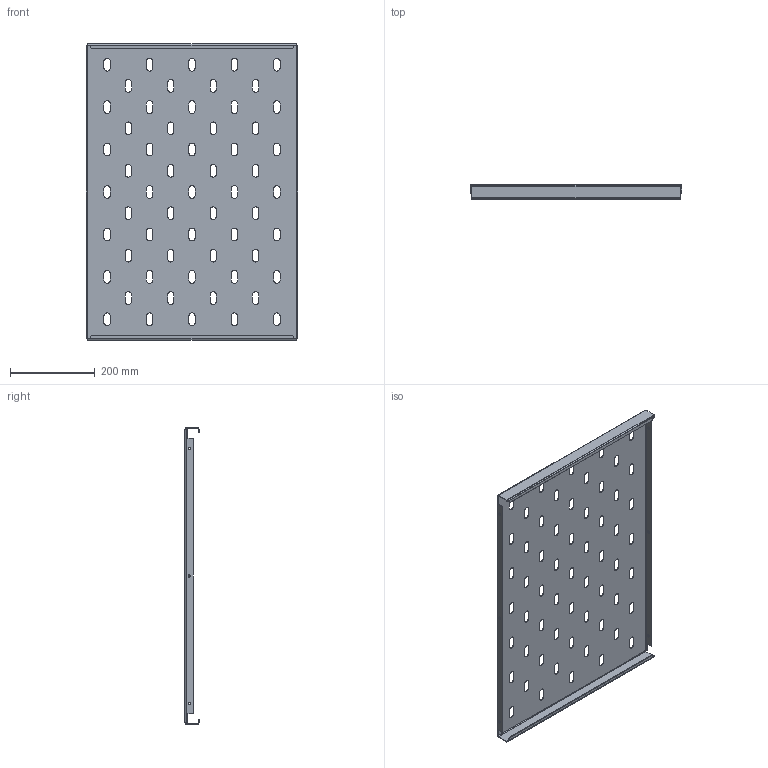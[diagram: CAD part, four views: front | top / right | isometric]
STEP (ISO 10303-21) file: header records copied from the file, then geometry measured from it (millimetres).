
FILE_DESCRIPTION (( 'STEP AP214' ), '1' );
FILE_NAME ('945.168.STEP', '2024-10-04T07:24:14', ( '' ), ( '' ), 'SwSTEP 2.0', 'SolidWorks 2021', '' );
FILE_SCHEMA (( 'AUTOMOTIVE_DESIGN' ));
Length unit declared in the file: millimetre
Products named in the file (1): 945.168
Bounding box: 498 x 33 x 698 mm (x, y, z)
Volume: 576024.6 mm3; surface area: 778904.4 mm2
Topology: 1 solids, 1 shells, 393 faces, 1133 edges, 742 vertices
Faces by surface type: cylinder 225, plane 168
Entity records: 13343 total; most frequent: DIRECTION 2363, CARTESIAN_POINT 2317, ORIENTED_EDGE 2266, EDGE_CURVE 1133, AXIS2_PLACEMENT_3D 844, VERTEX_POINT 742, LINE 675, VECTOR 675
